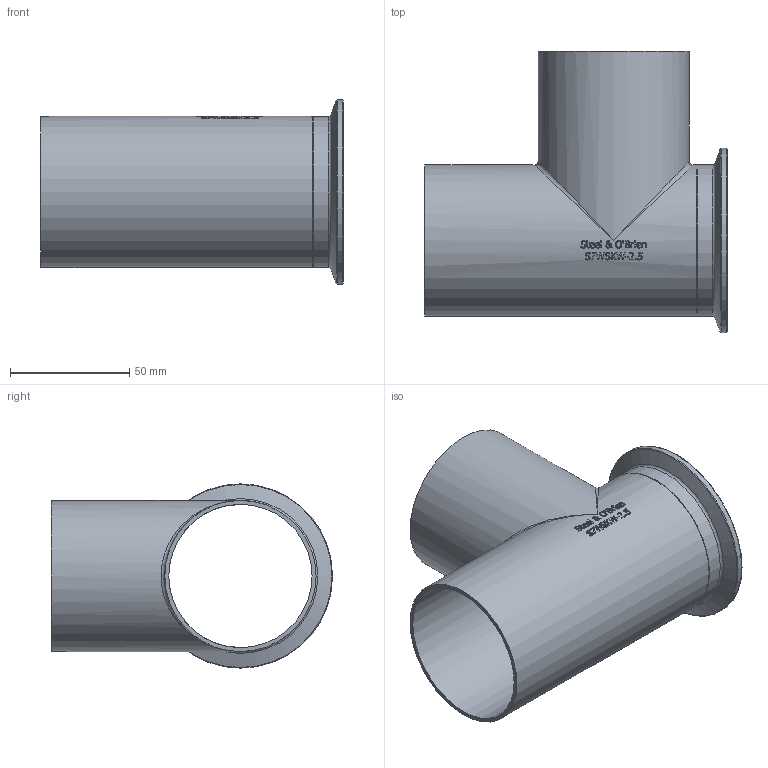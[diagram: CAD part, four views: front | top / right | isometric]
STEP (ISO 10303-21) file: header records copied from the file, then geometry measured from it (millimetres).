
FILE_DESCRIPTION(/* description */ (''),/* implementation_level */ '2;1');
FILE_NAME(/* name */ 'S7WSKW-2.5.stp',/* time_stamp */ '2018-11-28T13:07:18-05:00',/* author */ ('ken'),/* organization */ (''),/* preprocessor_version */ 'ST-DEVELOPER v15.2',/* originating_system */ 'Autodesk Inventor 2014',/* authorisation */ '');
FILE_SCHEMA (('AUTOMOTIVE_DESIGN { 1 0 10303 214 3 1 1 }'));
Length unit declared in the file: inch
Products named in the file (1): S7WSKW-2.5
Bounding box: 127 x 118.07 x 77.39 mm (x, y, z)
Volume: 59100.7 mm3; surface area: 68929.9 mm2
Topology: 1 solids, 1 shells, 388 faces, 1045 edges, 689 vertices
Faces by surface type: bspline 177, plane 160, cylinder 39, torus 9, cone 3
Full cylindrical faces by diameter (mm): 60.198 x3, 63.5 x3, 77.394 x1
Entity records: 15394 total; most frequent: CARTESIAN_POINT 6706, ORIENTED_EDGE 2034, DIRECTION 1289, EDGE_CURVE 1017, VERTEX_POINT 686, LINE 469, VECTOR 469, EDGE_LOOP 447
